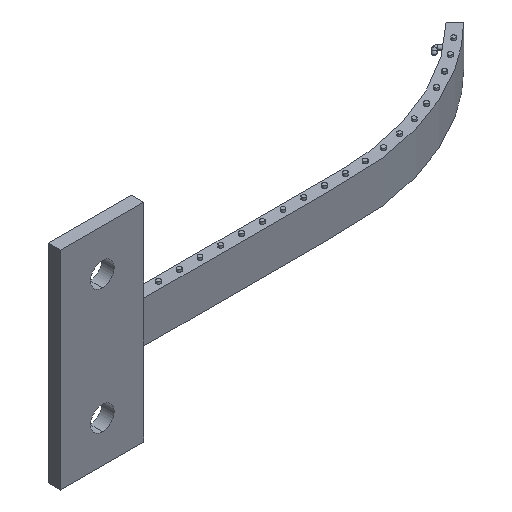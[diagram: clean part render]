
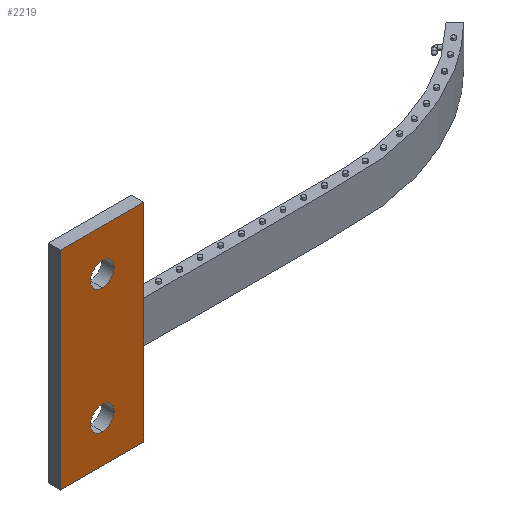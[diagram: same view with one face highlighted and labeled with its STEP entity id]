
A CAD part, isometric view. The second image highlights one B-rep face of the part: STEP entity #2219.
In plain terms, the highlighted planar face has unit normal (0, -1, 0).
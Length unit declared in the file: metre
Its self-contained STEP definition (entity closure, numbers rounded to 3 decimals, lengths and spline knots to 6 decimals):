
#8 = CARTESIAN_POINT ( 'NONE',  ( -0.02, -0.0015, 0.025 ) ) ;
#25 = VERTEX_POINT ( 'NONE', #2584 ) ;
#31 = PLANE ( 'NONE',  #1375 ) ;
#42 = DIRECTION ( 'NONE',  ( 1., 0., 0. ) ) ;
#85 = CARTESIAN_POINT ( 'NONE',  ( -0.01, -0.0015, 0.015 ) ) ;
#96 = VERTEX_POINT ( 'NONE', #1167 ) ;
#116 = LINE ( 'NONE', #2428, #1447 ) ;
#128 = CARTESIAN_POINT ( 'NONE',  ( -0.01, -0.0015, 0.015 ) ) ;
#163 = VERTEX_POINT ( 'NONE', #1352 ) ;
#236 = CARTESIAN_POINT ( 'NONE',  ( -0.02, -0.0015, -0.025 ) ) ;
#252 = DIRECTION ( 'NONE',  ( 0., 0., 1. ) ) ;
#258 = AXIS2_PLACEMENT_3D ( 'NONE', #1659, #1875, #2499 ) ;
#273 = DIRECTION ( 'NONE',  ( 0., 0., 1. ) ) ;
#389 = VECTOR ( 'NONE', #252, 1. ) ;
#468 = EDGE_CURVE ( 'NONE', #1163, #737, #1642, .T. ) ;
#492 = ORIENTED_EDGE ( 'NONE', *, *, #2692, .F. ) ;
#513 = VECTOR ( 'NONE', #622, 1. ) ;
#557 = EDGE_CURVE ( 'NONE', #1181, #733, #977, .T. ) ;
#560 = CARTESIAN_POINT ( 'NONE',  ( -0.01, -0.0015, -0.015 ) ) ;
#573 = EDGE_CURVE ( 'NONE', #892, #1181, #116, .T. ) ;
#622 = DIRECTION ( 'NONE',  ( 0., 0., 1. ) ) ;
#733 = VERTEX_POINT ( 'NONE', #1665 ) ;
#737 = VERTEX_POINT ( 'NONE', #797 ) ;
#746 = DIRECTION ( 'NONE',  ( 0., 0., 1. ) ) ;
#754 = DIRECTION ( 'NONE',  ( 0., 1., 0. ) ) ;
#771 = ORIENTED_EDGE ( 'NONE', *, *, #2131, .F. ) ;
#797 = CARTESIAN_POINT ( 'NONE',  ( -0.01, -0.0015, 0.01785 ) ) ;
#818 = ORIENTED_EDGE ( 'NONE', *, *, #1654, .T. ) ;
#821 = CIRCLE ( 'NONE', #1127, 0.00285 ) ;
#868 = CARTESIAN_POINT ( 'NONE',  ( -0.02, -0.0015, -0.025 ) ) ;
#888 = CARTESIAN_POINT ( 'NONE',  ( -0.01, -0.0015, -0.01785 ) ) ;
#892 = VERTEX_POINT ( 'NONE', #2542 ) ;
#907 = ORIENTED_EDGE ( 'NONE', *, *, #2508, .T. ) ;
#919 = DIRECTION ( 'NONE',  ( 0., 1., 0. ) ) ;
#977 = LINE ( 'NONE', #2413, #2016 ) ;
#1059 = ORIENTED_EDGE ( 'NONE', *, *, #468, .T. ) ;
#1067 = LINE ( 'NONE', #1917, #1901 ) ;
#1071 = EDGE_LOOP ( 'NONE', ( #2293, #1907, #2276, #492, #771, #1109 ) ) ;
#1109 = ORIENTED_EDGE ( 'NONE', *, *, #573, .T. ) ;
#1127 = AXIS2_PLACEMENT_3D ( 'NONE', #128, #754, #273 ) ;
#1163 = VERTEX_POINT ( 'NONE', #2291 ) ;
#1167 = CARTESIAN_POINT ( 'NONE',  ( 0., -0.0015, 0.005 ) ) ;
#1181 = VERTEX_POINT ( 'NONE', #2706 ) ;
#1195 = DIRECTION ( 'NONE',  ( 1., 0., 0. ) ) ;
#1285 = VERTEX_POINT ( 'NONE', #8 ) ;
#1344 = VERTEX_POINT ( 'NONE', #888 ) ;
#1352 = CARTESIAN_POINT ( 'NONE',  ( 0., -0.0015, 0.025 ) ) ;
#1375 = AXIS2_PLACEMENT_3D ( 'NONE', #868, #1699, #1494 ) ;
#1387 = CIRCLE ( 'NONE', #1681, 0.00285 ) ;
#1407 = DIRECTION ( 'NONE',  ( 0., 1., 0. ) ) ;
#1447 = VECTOR ( 'NONE', #1195, 1. ) ;
#1469 = CARTESIAN_POINT ( 'NONE',  ( 0., -0.0015, 0.005 ) ) ;
#1494 = DIRECTION ( 'NONE',  ( 0., 0., 1. ) ) ;
#1569 = EDGE_CURVE ( 'NONE', #96, #163, #2286, .T. ) ;
#1620 = DIRECTION ( 'NONE',  ( 0., 0., 1. ) ) ;
#1642 = CIRCLE ( 'NONE', #1994, 0.00285 ) ;
#1654 = EDGE_CURVE ( 'NONE', #25, #1344, #1871, .T. ) ;
#1659 = CARTESIAN_POINT ( 'NONE',  ( -0.01, -0.0015, -0.015 ) ) ;
#1665 = CARTESIAN_POINT ( 'NONE',  ( 0., -0.0015, -0.005 ) ) ;
#1672 = FACE_BOUND ( 'NONE', #2128, .T. ) ;
#1681 = AXIS2_PLACEMENT_3D ( 'NONE', #560, #1407, #1620 ) ;
#1683 = EDGE_CURVE ( 'NONE', #96, #733, #1862, .T. ) ;
#1699 = DIRECTION ( 'NONE',  ( 0., 1., 0. ) ) ;
#1862 = LINE ( 'NONE', #1469, #2487 ) ;
#1871 = CIRCLE ( 'NONE', #258, 0.00285 ) ;
#1875 = DIRECTION ( 'NONE',  ( 0., 1., 0. ) ) ;
#1901 = VECTOR ( 'NONE', #42, 1. ) ;
#1907 = ORIENTED_EDGE ( 'NONE', *, *, #1683, .F. ) ;
#1917 = CARTESIAN_POINT ( 'NONE',  ( -0.02, -0.0015, 0.025 ) ) ;
#1945 = DIRECTION ( 'NONE',  ( 0., 0., 1. ) ) ;
#1994 = AXIS2_PLACEMENT_3D ( 'NONE', #85, #919, #1945 ) ;
#2016 = VECTOR ( 'NONE', #746, 1. ) ;
#2030 = DIRECTION ( 'NONE',  ( 0., 0., -1. ) ) ;
#2038 = EDGE_CURVE ( 'NONE', #737, #1163, #821, .T. ) ;
#2091 = FACE_OUTER_BOUND ( 'NONE', #1071, .T. ) ;
#2120 = LINE ( 'NONE', #236, #389 ) ;
#2128 = EDGE_LOOP ( 'NONE', ( #818, #907 ) ) ;
#2131 = EDGE_CURVE ( 'NONE', #892, #1285, #2120, .T. ) ;
#2219 = ADVANCED_FACE ( 'NONE', ( #1672, #2299, #2091 ), #31, .F. ) ;
#2276 = ORIENTED_EDGE ( 'NONE', *, *, #1569, .T. ) ;
#2286 = LINE ( 'NONE', #2664, #513 ) ;
#2291 = CARTESIAN_POINT ( 'NONE',  ( -0.01, -0.0015, 0.01215 ) ) ;
#2293 = ORIENTED_EDGE ( 'NONE', *, *, #557, .T. ) ;
#2299 = FACE_BOUND ( 'NONE', #2646, .T. ) ;
#2413 = CARTESIAN_POINT ( 'NONE',  ( 0., -0.0015, -0.025 ) ) ;
#2428 = CARTESIAN_POINT ( 'NONE',  ( -0.02, -0.0015, -0.025 ) ) ;
#2487 = VECTOR ( 'NONE', #2030, 1. ) ;
#2499 = DIRECTION ( 'NONE',  ( 0., 0., 1. ) ) ;
#2508 = EDGE_CURVE ( 'NONE', #1344, #25, #1387, .T. ) ;
#2542 = CARTESIAN_POINT ( 'NONE',  ( -0.02, -0.0015, -0.025 ) ) ;
#2584 = CARTESIAN_POINT ( 'NONE',  ( -0.01, -0.0015, -0.01215 ) ) ;
#2646 = EDGE_LOOP ( 'NONE', ( #2705, #1059 ) ) ;
#2664 = CARTESIAN_POINT ( 'NONE',  ( 0., -0.0015, -0.025 ) ) ;
#2692 = EDGE_CURVE ( 'NONE', #1285, #163, #1067, .T. ) ;
#2705 = ORIENTED_EDGE ( 'NONE', *, *, #2038, .T. ) ;
#2706 = CARTESIAN_POINT ( 'NONE',  ( 0., -0.0015, -0.025 ) ) ;
